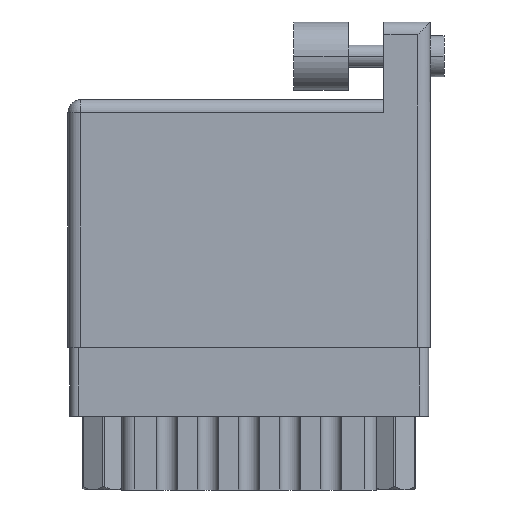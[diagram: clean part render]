
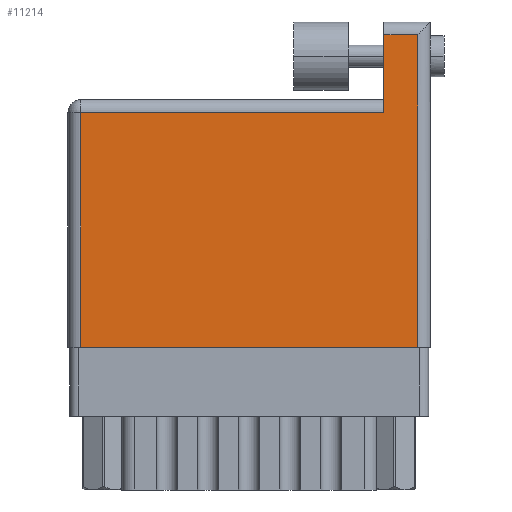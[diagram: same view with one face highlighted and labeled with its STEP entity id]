
A CAD part, front view. The second image highlights one B-rep face of the part: STEP entity #11214.
In plain terms, the highlighted face is planar.
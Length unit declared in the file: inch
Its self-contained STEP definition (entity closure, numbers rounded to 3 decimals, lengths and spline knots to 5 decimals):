
#189 = CARTESIAN_POINT ( 'NONE',  ( 0., 0., 0. ) ) ;
#368 = ORIENTED_EDGE ( 'NONE', *, *, #31027, .T. ) ;
#1159 = CARTESIAN_POINT ( 'NONE',  ( 0.047, 0., 0. ) ) ;
#2524 = DIRECTION ( 'NONE',  ( 0., 1., 0. ) ) ;
#4138 = CARTESIAN_POINT ( 'NONE',  ( 0.047, 0., 0. ) ) ;
#4455 = LINE ( 'NONE', #4138, #24969 ) ;
#5210 = CARTESIAN_POINT ( 'NONE',  ( 1.155, 1.143, 0. ) ) ;
#5498 = LINE ( 'NONE', #10419, #24093 ) ;
#5707 = LINE ( 'NONE', #8399, #14529 ) ;
#6310 = CARTESIAN_POINT ( 'NONE',  ( 1.278, 0., 0. ) ) ;
#6722 = VERTEX_POINT ( 'NONE', #10341 ) ;
#6871 = DIRECTION ( 'NONE',  ( 1., 0., 0. ) ) ;
#7515 = ORIENTED_EDGE ( 'NONE', *, *, #24331, .T. ) ;
#7578 = DIRECTION ( 'NONE',  ( 0., -1., 0. ) ) ;
#8399 = CARTESIAN_POINT ( 'NONE',  ( 0., 0.859, 0. ) ) ;
#8475 = FACE_OUTER_BOUND ( 'NONE', #23434, .T. ) ;
#8673 = CARTESIAN_POINT ( 'NONE',  ( 1.278, 1.143, 0. ) ) ;
#9010 = CARTESIAN_POINT ( 'NONE',  ( 0.047, 0.859, 0. ) ) ;
#10341 = CARTESIAN_POINT ( 'NONE',  ( 1.155, 1.143, 0. ) ) ;
#10419 = CARTESIAN_POINT ( 'NONE',  ( 1.155, 1.19, 0. ) ) ;
#10859 = DIRECTION ( 'NONE',  ( -1., 0., 0. ) ) ;
#10996 = ORIENTED_EDGE ( 'NONE', *, *, #31386, .T. ) ;
#11159 = VERTEX_POINT ( 'NONE', #1159 ) ;
#11214 = ADVANCED_FACE ( 'NONE', ( #8475 ), #23142, .F. ) ;
#11864 = ORIENTED_EDGE ( 'NONE', *, *, #21616, .T. ) ;
#12271 = VECTOR ( 'NONE', #21778, 39.37008 ) ;
#13746 = EDGE_CURVE ( 'NONE', #15502, #11159, #4455, .T. ) ;
#14529 = VECTOR ( 'NONE', #30253, 39.37008 ) ;
#14629 = LINE ( 'NONE', #24352, #30328 ) ;
#14881 = CARTESIAN_POINT ( 'NONE',  ( 1.155, 0.859, 0. ) ) ;
#15502 = VERTEX_POINT ( 'NONE', #9010 ) ;
#15871 = VECTOR ( 'NONE', #6871, 39.37008 ) ;
#17421 = EDGE_CURVE ( 'NONE', #11159, #23966, #31429, .T. ) ;
#17938 = AXIS2_PLACEMENT_3D ( 'NONE', #28546, #18194, #10859 ) ;
#18194 = DIRECTION ( 'NONE',  ( 0., 0., -1. ) ) ;
#21616 = EDGE_CURVE ( 'NONE', #23937, #6722, #26733, .T. ) ;
#21778 = DIRECTION ( 'NONE',  ( -1., 0., 0. ) ) ;
#23142 = PLANE ( 'NONE',  #17938 ) ;
#23434 = EDGE_LOOP ( 'NONE', ( #25687, #10996, #11864, #7515, #368, #24023 ) ) ;
#23937 = VERTEX_POINT ( 'NONE', #8673 ) ;
#23966 = VERTEX_POINT ( 'NONE', #6310 ) ;
#24023 = ORIENTED_EDGE ( 'NONE', *, *, #13746, .T. ) ;
#24093 = VECTOR ( 'NONE', #29884, 39.37008 ) ;
#24295 = VERTEX_POINT ( 'NONE', #14881 ) ;
#24331 = EDGE_CURVE ( 'NONE', #6722, #24295, #5498, .T. ) ;
#24352 = CARTESIAN_POINT ( 'NONE',  ( 1.278, 1.19, 0. ) ) ;
#24969 = VECTOR ( 'NONE', #7578, 39.37008 ) ;
#25687 = ORIENTED_EDGE ( 'NONE', *, *, #17421, .T. ) ;
#26733 = LINE ( 'NONE', #5210, #12271 ) ;
#28546 = CARTESIAN_POINT ( 'NONE',  ( 0., 0.906, 0. ) ) ;
#29884 = DIRECTION ( 'NONE',  ( 0., -1., 0. ) ) ;
#30253 = DIRECTION ( 'NONE',  ( -1., 0., 0. ) ) ;
#30328 = VECTOR ( 'NONE', #2524, 39.37008 ) ;
#31027 = EDGE_CURVE ( 'NONE', #24295, #15502, #5707, .T. ) ;
#31386 = EDGE_CURVE ( 'NONE', #23966, #23937, #14629, .T. ) ;
#31429 = LINE ( 'NONE', #189, #15871 ) ;
